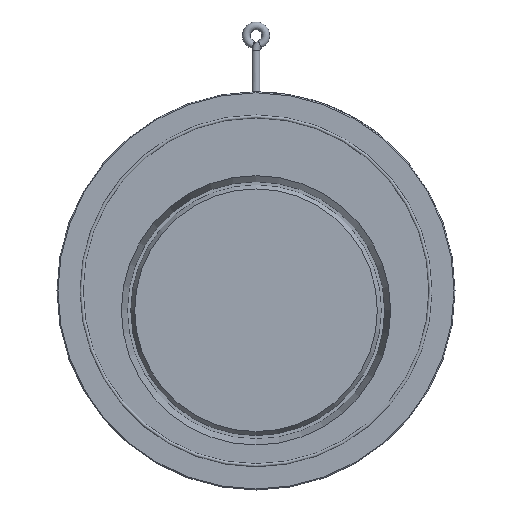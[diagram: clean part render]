
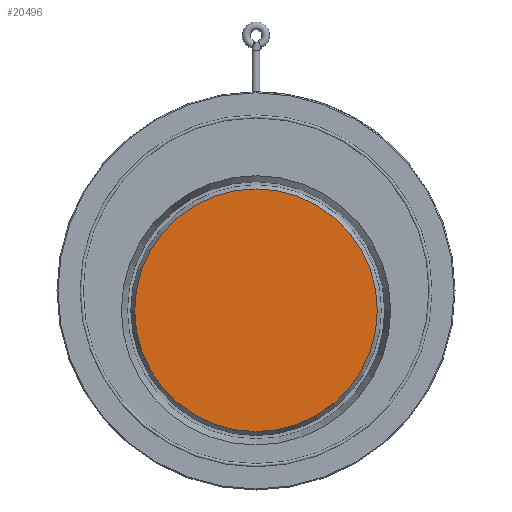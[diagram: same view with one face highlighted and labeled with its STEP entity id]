
A CAD part, top view. The second image highlights one B-rep face of the part: STEP entity #20496.
In plain terms, the highlighted planar face has unit normal (0, 0, 1).
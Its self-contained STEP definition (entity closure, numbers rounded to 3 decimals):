
#377 = DIRECTION ( 'NONE',  ( -1., 0., 0. ) ) ;
#2941 = CARTESIAN_POINT ( 'NONE',  ( 0., 105.009, -1.5 ) ) ;
#5019 = PLANE ( 'NONE',  #8788 ) ;
#5084 = FACE_OUTER_BOUND ( 'NONE', #25682, .T. ) ;
#5196 = EDGE_CURVE ( 'NONE', #9196, #9196, #21998, .T. ) ;
#7078 = DIRECTION ( 'NONE',  ( 1., 0., 0. ) ) ;
#8788 = AXIS2_PLACEMENT_3D ( 'NONE', #2941, #14288, #7078 ) ;
#9196 = VERTEX_POINT ( 'NONE', #22335 ) ;
#12690 = DIRECTION ( 'NONE',  ( 0., 0., -1. ) ) ;
#14288 = DIRECTION ( 'NONE',  ( 0., 0., 1. ) ) ;
#18235 = ORIENTED_EDGE ( 'NONE', *, *, #5196, .F. ) ;
#19238 = AXIS2_PLACEMENT_3D ( 'NONE', #24998, #12690, #377 ) ;
#20496 = ADVANCED_FACE ( 'NONE', ( #5084 ), #5019, .T. ) ;
#21998 = CIRCLE ( 'NONE', #19238, 124.959 ) ;
#22335 = CARTESIAN_POINT ( 'NONE',  ( -124.959, -19.95, -1.5 ) ) ;
#24998 = CARTESIAN_POINT ( 'NONE',  ( 0., -19.95, -1.5 ) ) ;
#25682 = EDGE_LOOP ( 'NONE', ( #18235 ) ) ;
